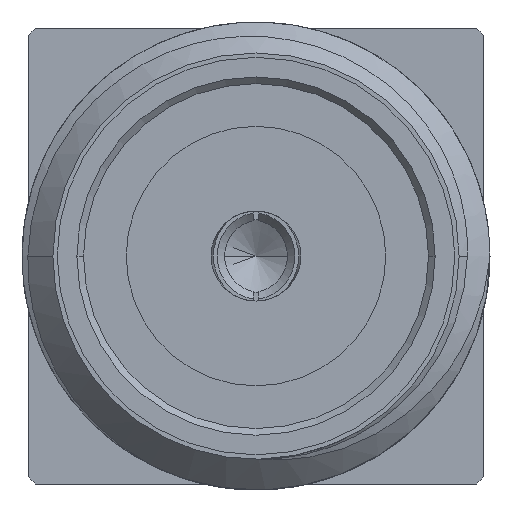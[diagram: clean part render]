
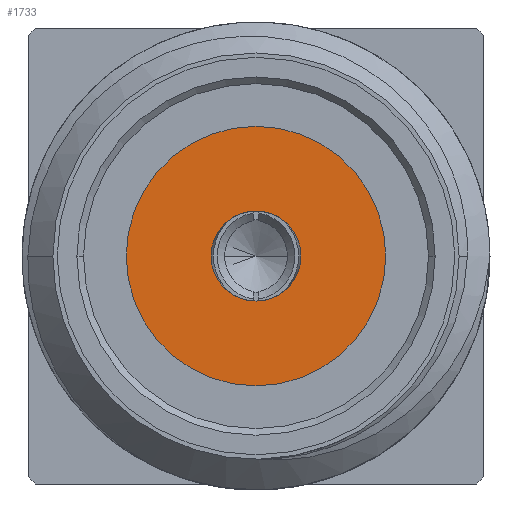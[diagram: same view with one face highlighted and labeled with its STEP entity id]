
A CAD part, left-side view. The second image highlights one B-rep face of the part: STEP entity #1733.
In plain terms, the highlighted planar face has unit normal (-1, 0, 0).
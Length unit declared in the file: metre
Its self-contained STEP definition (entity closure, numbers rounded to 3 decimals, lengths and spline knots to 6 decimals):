
#78 = DIRECTION ( 'NONE',  ( -1., 0., 0. ) ) ;
#109 = CARTESIAN_POINT ( 'NONE',  ( -0.011424, 0.001167, 0. ) ) ;
#116 = EDGE_LOOP ( 'NONE', ( #4247, #5447 ) ) ;
#234 = DIRECTION ( 'NONE',  ( 0., 1., 0. ) ) ;
#456 = AXIS2_PLACEMENT_3D ( 'NONE', #109, #1953, #3793 ) ;
#628 = FACE_OUTER_BOUND ( 'NONE', #116, .T. ) ;
#743 = CARTESIAN_POINT ( 'NONE',  ( -0.011424, -0.00173, 0. ) ) ;
#762 = DIRECTION ( 'NONE',  ( 0., -1., 0. ) ) ;
#768 = EDGE_CURVE ( 'NONE', #2777, #4396, #4106, .T. ) ;
#788 = CARTESIAN_POINT ( 'NONE',  ( -0.011424, 0.0006, 0. ) ) ;
#960 = CARTESIAN_POINT ( 'NONE',  ( -0.011424, 0., 0. ) ) ;
#983 = EDGE_CURVE ( 'NONE', #5685, #2758, #1116, .T. ) ;
#1116 = CIRCLE ( 'NONE', #1790, 0.00173 ) ;
#1440 = CARTESIAN_POINT ( 'NONE',  ( -0.011424, 0., 0. ) ) ;
#1491 = CARTESIAN_POINT ( 'NONE',  ( -0.011424, 0., 0. ) ) ;
#1527 = DIRECTION ( 'NONE',  ( 0., 1., 0. ) ) ;
#1695 = CIRCLE ( 'NONE', #2846, 0.00173 ) ;
#1733 = ADVANCED_FACE ( 'NONE', ( #3186, #628 ), #2296, .T. ) ;
#1790 = AXIS2_PLACEMENT_3D ( 'NONE', #5330, #4370, #234 ) ;
#1953 = DIRECTION ( 'NONE',  ( -1., 0., 0. ) ) ;
#2053 = AXIS2_PLACEMENT_3D ( 'NONE', #960, #5030, #762 ) ;
#2296 = PLANE ( 'NONE',  #456 ) ;
#2345 = DIRECTION ( 'NONE',  ( 1., 0., 0. ) ) ;
#2758 = VERTEX_POINT ( 'NONE', #3965 ) ;
#2777 = VERTEX_POINT ( 'NONE', #788 ) ;
#2846 = AXIS2_PLACEMENT_3D ( 'NONE', #1491, #78, #1527 ) ;
#2975 = ORIENTED_EDGE ( 'NONE', *, *, #3475, .T. ) ;
#3186 = FACE_BOUND ( 'NONE', #3409, .T. ) ;
#3409 = EDGE_LOOP ( 'NONE', ( #2975, #5084 ) ) ;
#3475 = EDGE_CURVE ( 'NONE', #4396, #2777, #3884, .T. ) ;
#3793 = DIRECTION ( 'NONE',  ( 0., 0., 1. ) ) ;
#3884 = CIRCLE ( 'NONE', #2053, 0.0006 ) ;
#3965 = CARTESIAN_POINT ( 'NONE',  ( -0.011424, 0.00173, 0. ) ) ;
#4106 = CIRCLE ( 'NONE', #4876, 0.0006 ) ;
#4156 = DIRECTION ( 'NONE',  ( 0., -1., 0. ) ) ;
#4247 = ORIENTED_EDGE ( 'NONE', *, *, #983, .T. ) ;
#4370 = DIRECTION ( 'NONE',  ( -1., 0., 0. ) ) ;
#4396 = VERTEX_POINT ( 'NONE', #5549 ) ;
#4876 = AXIS2_PLACEMENT_3D ( 'NONE', #1440, #2345, #4156 ) ;
#5030 = DIRECTION ( 'NONE',  ( 1., 0., 0. ) ) ;
#5084 = ORIENTED_EDGE ( 'NONE', *, *, #768, .T. ) ;
#5330 = CARTESIAN_POINT ( 'NONE',  ( -0.011424, 0., 0. ) ) ;
#5407 = EDGE_CURVE ( 'NONE', #2758, #5685, #1695, .T. ) ;
#5447 = ORIENTED_EDGE ( 'NONE', *, *, #5407, .T. ) ;
#5549 = CARTESIAN_POINT ( 'NONE',  ( -0.011424, -0.0006, 0. ) ) ;
#5685 = VERTEX_POINT ( 'NONE', #743 ) ;
